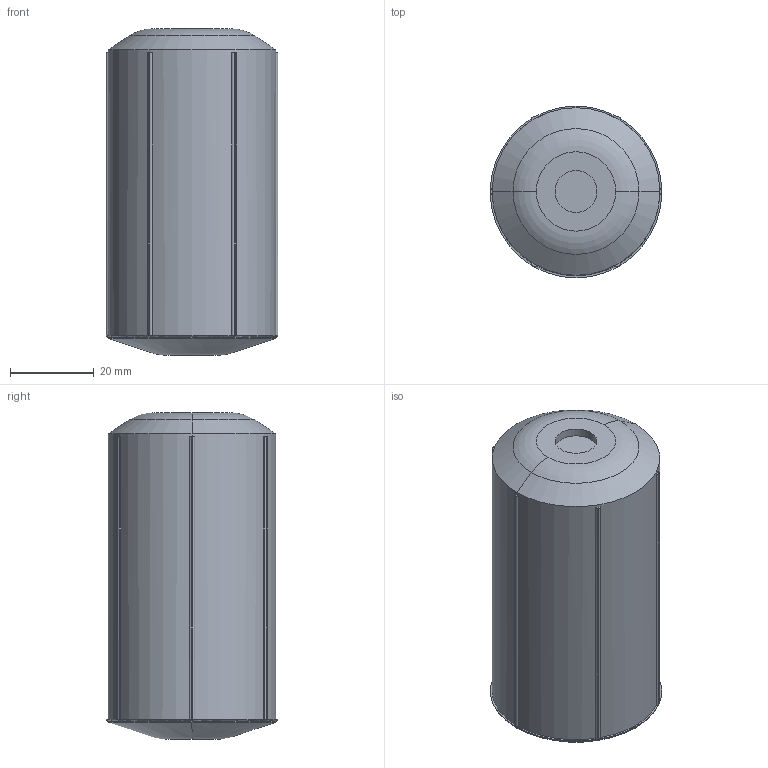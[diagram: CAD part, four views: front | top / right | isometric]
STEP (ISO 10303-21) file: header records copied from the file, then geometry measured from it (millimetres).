
FILE_DESCRIPTION (( 'STEP AP203' ), '1' );
FILE_NAME ('hab 3.par_Défaut_sldprt.STEP', '2024-03-20T04:11:21', ( '' ), ( '' ), 'SwSTEP 2.0', 'SolidWorks 2022', '' );
FILE_SCHEMA (( 'CONFIG_CONTROL_DESIGN' ));
Length unit declared in the file: millimetre
Products named in the file (1): hab 3.par_Défaut_sldprt
Bounding box: 41 x 40.99 x 77.84 mm (x, y, z)
Volume: 93117.9 mm3; surface area: 11855.1 mm2
Topology: 1 solids, 1 shells, 67 faces, 178 edges, 115 vertices
Faces by surface type: cylinder 29, plane 28, torus 6, cone 4
Entity records: 2240 total; most frequent: CARTESIAN_POINT 433, DIRECTION 393, ORIENTED_EDGE 356, EDGE_CURVE 178, AXIS2_PLACEMENT_3D 159, VERTEX_POINT 115, CIRCLE 91, LINE 75
